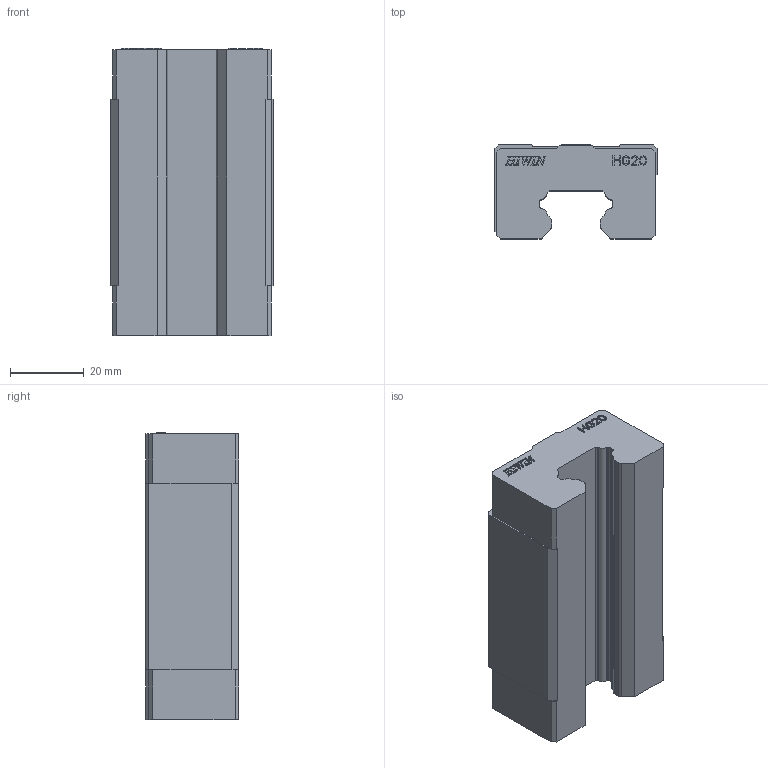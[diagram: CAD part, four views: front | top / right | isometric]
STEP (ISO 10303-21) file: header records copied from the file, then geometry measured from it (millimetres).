
FILE_DESCRIPTION (( 'STEP AP203' ), '1' );
FILE_NAME ('HGH20CA.STEP', '2007-01-11T08:19:02', ( 'HIWIN GmbH' ), ( '77654 Offenburg' ), 'SwSTEP 2.0', 'SolidWorks 2006104', '' );
FILE_SCHEMA (( 'CONFIG_CONTROL_DESIGN' ));
Length unit declared in the file: millimetre
Products named in the file (1): HGH20CA
Bounding box: 44 x 25.4 x 77.8 mm (x, y, z)
Volume: 67304.8 mm3; surface area: 14925 mm2
Topology: 1 solids, 1 shells, 377 faces, 1071 edges, 710 vertices
Faces by surface type: plane 285, bspline 60, cylinder 32
Entity records: 13343 total; most frequent: CARTESIAN_POINT 3808, ORIENTED_EDGE 2142, DIRECTION 1655, EDGE_CURVE 1071, VECTOR 883, LINE 883, VERTEX_POINT 710, EDGE_LOOP 391
